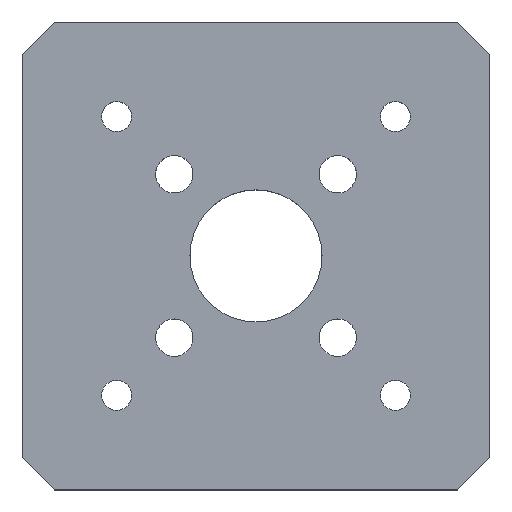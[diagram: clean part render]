
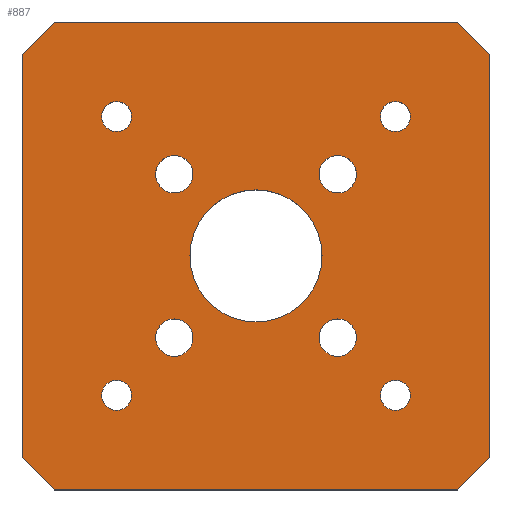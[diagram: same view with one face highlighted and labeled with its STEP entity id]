
A CAD part, top view. The second image highlights one B-rep face of the part: STEP entity #887.
In plain terms, the highlighted planar face has unit normal (0, 0, 1).
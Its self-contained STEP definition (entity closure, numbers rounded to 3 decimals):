
#15=FACE_BOUND('',#131,.T.);
#16=FACE_BOUND('',#132,.T.);
#17=FACE_BOUND('',#133,.T.);
#18=FACE_BOUND('',#134,.T.);
#19=FACE_BOUND('',#135,.T.);
#20=FACE_BOUND('',#136,.T.);
#21=FACE_BOUND('',#137,.T.);
#22=FACE_BOUND('',#138,.T.);
#23=FACE_BOUND('',#139,.T.);
#37=PLANE('',#973);
#83=FACE_OUTER_BOUND('',#130,.T.);
#130=EDGE_LOOP('',(#656,#657,#658,#659,#660,#661,#662,#663));
#131=EDGE_LOOP('',(#664));
#132=EDGE_LOOP('',(#665));
#133=EDGE_LOOP('',(#666));
#134=EDGE_LOOP('',(#667));
#135=EDGE_LOOP('',(#668));
#136=EDGE_LOOP('',(#669));
#137=EDGE_LOOP('',(#670));
#138=EDGE_LOOP('',(#671));
#139=EDGE_LOOP('',(#672));
#199=LINE('',#1303,#304);
#200=LINE('',#1305,#305);
#201=LINE('',#1307,#306);
#202=LINE('',#1309,#307);
#203=LINE('',#1311,#308);
#204=LINE('',#1313,#309);
#205=LINE('',#1315,#310);
#206=LINE('',#1316,#311);
#304=VECTOR('',#1074,10.);
#305=VECTOR('',#1075,10.);
#306=VECTOR('',#1076,10.);
#307=VECTOR('',#1077,10.);
#308=VECTOR('',#1078,10.);
#309=VECTOR('',#1079,10.);
#310=VECTOR('',#1080,10.);
#311=VECTOR('',#1081,10.);
#402=CIRCLE('',#951,2.55);
#404=CIRCLE('',#954,2.55);
#406=CIRCLE('',#957,2.55);
#408=CIRCLE('',#960,2.55);
#410=CIRCLE('',#963,2.05);
#412=CIRCLE('',#966,2.05);
#414=CIRCLE('',#969,2.05);
#416=CIRCLE('',#972,2.05);
#417=CIRCLE('',#974,9.);
#420=VERTEX_POINT('',#1255);
#422=VERTEX_POINT('',#1261);
#424=VERTEX_POINT('',#1267);
#426=VERTEX_POINT('',#1273);
#428=VERTEX_POINT('',#1279);
#430=VERTEX_POINT('',#1285);
#432=VERTEX_POINT('',#1291);
#434=VERTEX_POINT('',#1297);
#435=VERTEX_POINT('',#1301);
#436=VERTEX_POINT('',#1302);
#437=VERTEX_POINT('',#1304);
#438=VERTEX_POINT('',#1306);
#439=VERTEX_POINT('',#1308);
#440=VERTEX_POINT('',#1310);
#441=VERTEX_POINT('',#1312);
#442=VERTEX_POINT('',#1314);
#443=VERTEX_POINT('',#1317);
#503=EDGE_CURVE('',#420,#420,#402,.T.);
#506=EDGE_CURVE('',#422,#422,#404,.T.);
#509=EDGE_CURVE('',#424,#424,#406,.T.);
#512=EDGE_CURVE('',#426,#426,#408,.T.);
#515=EDGE_CURVE('',#428,#428,#410,.T.);
#518=EDGE_CURVE('',#430,#430,#412,.T.);
#521=EDGE_CURVE('',#432,#432,#414,.T.);
#524=EDGE_CURVE('',#434,#434,#416,.T.);
#525=EDGE_CURVE('',#435,#436,#199,.T.);
#526=EDGE_CURVE('',#436,#437,#200,.T.);
#527=EDGE_CURVE('',#437,#438,#201,.T.);
#528=EDGE_CURVE('',#438,#439,#202,.T.);
#529=EDGE_CURVE('',#439,#440,#203,.T.);
#530=EDGE_CURVE('',#440,#441,#204,.T.);
#531=EDGE_CURVE('',#441,#442,#205,.T.);
#532=EDGE_CURVE('',#442,#435,#206,.T.);
#533=EDGE_CURVE('',#443,#443,#417,.T.);
#656=ORIENTED_EDGE('',*,*,#525,.T.);
#657=ORIENTED_EDGE('',*,*,#526,.T.);
#658=ORIENTED_EDGE('',*,*,#527,.T.);
#659=ORIENTED_EDGE('',*,*,#528,.T.);
#660=ORIENTED_EDGE('',*,*,#529,.T.);
#661=ORIENTED_EDGE('',*,*,#530,.T.);
#662=ORIENTED_EDGE('',*,*,#531,.T.);
#663=ORIENTED_EDGE('',*,*,#532,.T.);
#664=ORIENTED_EDGE('',*,*,#503,.T.);
#665=ORIENTED_EDGE('',*,*,#506,.T.);
#666=ORIENTED_EDGE('',*,*,#509,.T.);
#667=ORIENTED_EDGE('',*,*,#512,.T.);
#668=ORIENTED_EDGE('',*,*,#515,.T.);
#669=ORIENTED_EDGE('',*,*,#518,.T.);
#670=ORIENTED_EDGE('',*,*,#521,.T.);
#671=ORIENTED_EDGE('',*,*,#524,.T.);
#672=ORIENTED_EDGE('',*,*,#533,.T.);
#887=ADVANCED_FACE('',(#83,#15,#16,#17,#18,#19,#20,#21,#22,#23),#37,.T.);
#951=AXIS2_PLACEMENT_3D('',#1257,#1021,#1022);
#954=AXIS2_PLACEMENT_3D('',#1263,#1028,#1029);
#957=AXIS2_PLACEMENT_3D('',#1269,#1035,#1036);
#960=AXIS2_PLACEMENT_3D('',#1275,#1042,#1043);
#963=AXIS2_PLACEMENT_3D('',#1281,#1049,#1050);
#966=AXIS2_PLACEMENT_3D('',#1287,#1056,#1057);
#969=AXIS2_PLACEMENT_3D('',#1293,#1063,#1064);
#972=AXIS2_PLACEMENT_3D('',#1299,#1070,#1071);
#973=AXIS2_PLACEMENT_3D('',#1300,#1072,#1073);
#974=AXIS2_PLACEMENT_3D('',#1318,#1082,#1083);
#1021=DIRECTION('center_axis',(0.,0.,-1.));
#1022=DIRECTION('ref_axis',(-1.,0.,0.));
#1028=DIRECTION('center_axis',(0.,0.,-1.));
#1029=DIRECTION('ref_axis',(-1.,0.,0.));
#1035=DIRECTION('center_axis',(0.,0.,-1.));
#1036=DIRECTION('ref_axis',(-1.,0.,0.));
#1042=DIRECTION('center_axis',(0.,0.,-1.));
#1043=DIRECTION('ref_axis',(-1.,0.,0.));
#1049=DIRECTION('center_axis',(0.,0.,-1.));
#1050=DIRECTION('ref_axis',(-1.,0.,0.));
#1056=DIRECTION('center_axis',(0.,0.,-1.));
#1057=DIRECTION('ref_axis',(-1.,0.,0.));
#1063=DIRECTION('center_axis',(0.,0.,-1.));
#1064=DIRECTION('ref_axis',(-1.,0.,0.));
#1070=DIRECTION('center_axis',(0.,0.,-1.));
#1071=DIRECTION('ref_axis',(-1.,0.,0.));
#1072=DIRECTION('center_axis',(0.,0.,1.));
#1073=DIRECTION('ref_axis',(1.,0.,0.));
#1074=DIRECTION('',(-1.,0.,0.));
#1075=DIRECTION('',(-0.707,-0.707,0.));
#1076=DIRECTION('',(0.,-1.,0.));
#1077=DIRECTION('',(0.707,-0.707,0.));
#1078=DIRECTION('',(1.,0.,0.));
#1079=DIRECTION('',(0.707,0.707,0.));
#1080=DIRECTION('',(0.,1.,0.));
#1081=DIRECTION('',(-0.707,0.707,0.));
#1082=DIRECTION('center_axis',(0.,0.,-1.));
#1083=DIRECTION('ref_axis',(-1.,0.,0.));
#1255=CARTESIAN_POINT('',(13.687,11.137,10.));
#1257=CARTESIAN_POINT('Origin',(11.137,11.137,10.));
#1261=CARTESIAN_POINT('',(-8.587,11.137,10.));
#1263=CARTESIAN_POINT('Origin',(-11.137,11.137,10.));
#1267=CARTESIAN_POINT('',(-8.587,-11.137,10.));
#1269=CARTESIAN_POINT('Origin',(-11.137,-11.137,10.));
#1273=CARTESIAN_POINT('',(13.687,-11.137,10.));
#1275=CARTESIAN_POINT('Origin',(11.137,-11.137,10.));
#1279=CARTESIAN_POINT('',(-16.95,19.,10.));
#1281=CARTESIAN_POINT('Origin',(-19.,19.,10.));
#1285=CARTESIAN_POINT('',(21.05,-19.,10.));
#1287=CARTESIAN_POINT('Origin',(19.,-19.,10.));
#1291=CARTESIAN_POINT('',(-16.95,-19.,10.));
#1293=CARTESIAN_POINT('Origin',(-19.,-19.,10.));
#1297=CARTESIAN_POINT('',(21.05,19.,10.));
#1299=CARTESIAN_POINT('Origin',(19.,19.,10.));
#1300=CARTESIAN_POINT('Origin',(0.,0.,
10.));
#1301=CARTESIAN_POINT('',(27.472,31.884,10.));
#1302=CARTESIAN_POINT('',(-27.472,31.884,10.));
#1303=CARTESIAN_POINT('',(27.472,31.884,10.));
#1304=CARTESIAN_POINT('',(-31.884,27.472,10.));
#1305=CARTESIAN_POINT('',(-27.472,31.884,10.));
#1306=CARTESIAN_POINT('',(-31.884,-27.472,10.));
#1307=CARTESIAN_POINT('',(-31.884,27.472,10.));
#1308=CARTESIAN_POINT('',(-27.472,-31.884,10.));
#1309=CARTESIAN_POINT('',(-31.884,-27.472,10.));
#1310=CARTESIAN_POINT('',(27.472,-31.884,10.));
#1311=CARTESIAN_POINT('',(-27.472,-31.884,10.));
#1312=CARTESIAN_POINT('',(31.884,-27.473,10.));
#1313=CARTESIAN_POINT('',(27.472,-31.884,10.));
#1314=CARTESIAN_POINT('',(31.884,27.473,10.));
#1315=CARTESIAN_POINT('',(31.884,-27.473,10.));
#1316=CARTESIAN_POINT('',(31.884,27.473,10.));
#1317=CARTESIAN_POINT('',(9.,0.,10.));
#1318=CARTESIAN_POINT('Origin',(0.,0.,10.));
